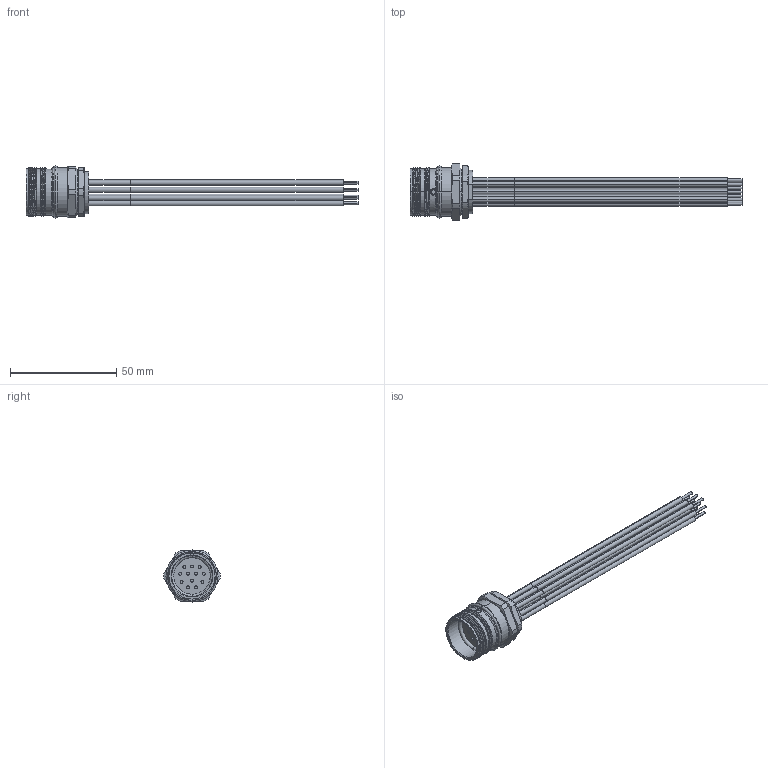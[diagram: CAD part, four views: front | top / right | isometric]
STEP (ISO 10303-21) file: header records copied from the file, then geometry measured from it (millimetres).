
FILE_DESCRIPTION((''),'2;1');
FILE_NAME('242016_SM01_ASM','2024-09-04T11:21:17',('banengservice'),('BANNER ENGINEERING'),'CREO PARAMETRIC BY PTC INC, 2022414','CREO PARAMETRIC BY PTC INC, 2022414','');
FILE_SCHEMA(('CONFIG_CONTROL_DESIGN'));
Length unit declared in the file: millimetre
Products named in the file (4): 242016; 242016_EP01_WIRES; 242016_EP01_ASM; 242016_SM01_ASM
Assembly tree (3 placements, depth 3):
  242016_SM01_ASM
    242016_EP01_ASM
      242016
      242016_EP01_WIRES
Bounding box: 156.2 x 26.49 x 24.5 mm (x, y, z)
Volume: 5531.8 mm3; surface area: 16176 mm2
Topology: 12 solids, 13 shells, 260 faces, 566 edges, 372 vertices
Faces by surface type: cylinder 141, plane 89, cone 14, torus 10, bspline 6
Entity records: 12306 total; most frequent: CARTESIAN_POINT 6341, DIRECTION 1332, ORIENTED_EDGE 1132, AXIS2_PLACEMENT_3D 575, EDGE_CURVE 566, VERTEX_POINT 372, CIRCLE 312, EDGE_LOOP 302
